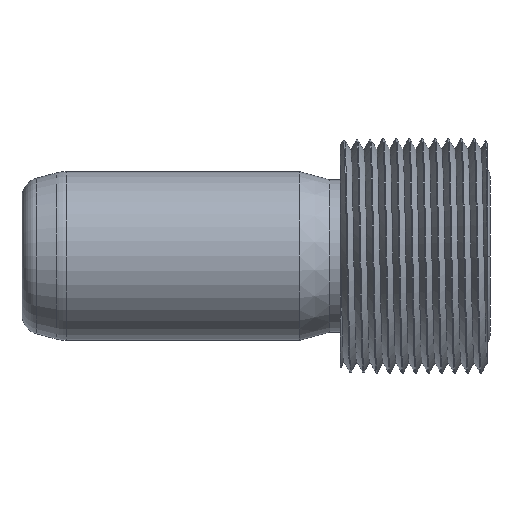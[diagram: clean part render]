
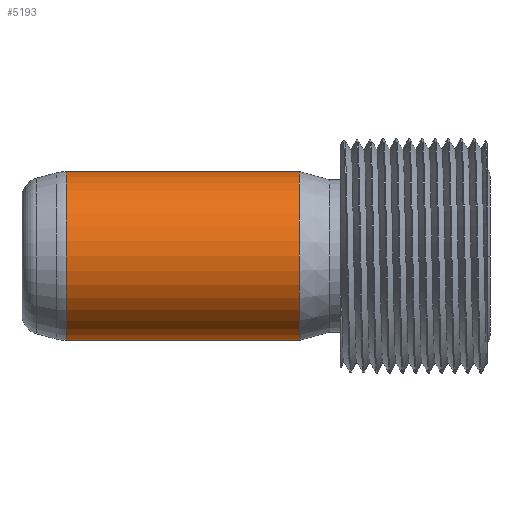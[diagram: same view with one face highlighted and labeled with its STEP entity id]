
A CAD part, front view. The second image highlights one B-rep face of the part: STEP entity #5193.
In plain terms, the highlighted cylindrical face has radius 6.478 mm (diameter 12.955 mm), a partial arc.
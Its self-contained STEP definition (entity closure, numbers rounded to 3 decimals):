
#65 = EDGE_CURVE ( 'NONE', #7382, #7387, #7207, .T. ) ;
#67 = EDGE_CURVE ( 'NONE', #7134, #7161, #7223, .T. ) ;
#114 = EDGE_CURVE ( 'NONE', #7382, #7161, #9600, .T. ) ;
#147 = EDGE_CURVE ( 'NONE', #7387, #7134, #9659, .T. ) ;
#1334 = CARTESIAN_POINT ( 'NONE',  ( -20.25, 0., 6.478 ) ) ;
#1335 = CARTESIAN_POINT ( 'NONE',  ( -20.25, 0., -6.478 ) ) ;
#1336 = CARTESIAN_POINT ( 'NONE',  ( -2.343, 0., -6.478 ) ) ;
#1338 = CARTESIAN_POINT ( 'NONE',  ( -2.343, 0., 6.478 ) ) ;
#1837 = AXIS2_PLACEMENT_3D ( 'NONE', #7417, #7448, #7423 ) ;
#1854 = AXIS2_PLACEMENT_3D ( 'NONE', #7407, #7444, #7416 ) ;
#2508 = CARTESIAN_POINT ( 'NONE',  ( -68.347, 0., 6.478 ) ) ;
#2571 = DIRECTION ( 'NONE',  ( -1., 0., 0. ) ) ;
#2804 = ORIENTED_EDGE ( 'NONE', *, *, #67, .T. ) ;
#2809 = ORIENTED_EDGE ( 'NONE', *, *, #65, .T. ) ;
#2811 = ORIENTED_EDGE ( 'NONE', *, *, #114, .F. ) ;
#2856 = ORIENTED_EDGE ( 'NONE', *, *, #147, .T. ) ;
#2993 = FACE_OUTER_BOUND ( 'NONE', #8857, .T. ) ;
#2994 = CYLINDRICAL_SURFACE ( 'NONE', #6344, 6.478 ) ;
#5193 = ADVANCED_FACE ( 'NONE', ( #2993 ), #2994, .T. ) ;
#6121 = DIRECTION ( 'NONE',  ( -1., 0., 0. ) ) ;
#6126 = CARTESIAN_POINT ( 'NONE',  ( -68.347, 0., -6.478 ) ) ;
#6344 = AXIS2_PLACEMENT_3D ( 'NONE', #9421, #9430, #9396 ) ;
#7134 = VERTEX_POINT ( 'NONE', #1334 ) ;
#7161 = VERTEX_POINT ( 'NONE', #1335 ) ;
#7207 = CIRCLE ( 'NONE', #1854, 6.478 ) ;
#7223 = CIRCLE ( 'NONE', #1837, 6.478 ) ;
#7382 = VERTEX_POINT ( 'NONE', #1336 ) ;
#7387 = VERTEX_POINT ( 'NONE', #1338 ) ;
#7407 = CARTESIAN_POINT ( 'NONE',  ( -2.343, 0., 0. ) ) ;
#7416 = DIRECTION ( 'NONE',  ( 0., 0., 1. ) ) ;
#7417 = CARTESIAN_POINT ( 'NONE',  ( -20.25, 0., 0. ) ) ;
#7423 = DIRECTION ( 'NONE',  ( 0., 0., -1. ) ) ;
#7444 = DIRECTION ( 'NONE',  ( -1., 0., 0. ) ) ;
#7448 = DIRECTION ( 'NONE',  ( 1., 0., 0. ) ) ;
#8857 = EDGE_LOOP ( 'NONE', ( #2811, #2809, #2856, #2804 ) ) ;
#9396 = DIRECTION ( 'NONE',  ( 0., 0., 1. ) ) ;
#9421 = CARTESIAN_POINT ( 'NONE',  ( -68.347, 0., 0. ) ) ;
#9430 = DIRECTION ( 'NONE',  ( -1., 0., 0. ) ) ;
#9600 = LINE ( 'NONE', #6126, #9633 ) ;
#9633 = VECTOR ( 'NONE', #6121, 1000. ) ;
#9659 = LINE ( 'NONE', #2508, #9673 ) ;
#9673 = VECTOR ( 'NONE', #2571, 1000. ) ;
